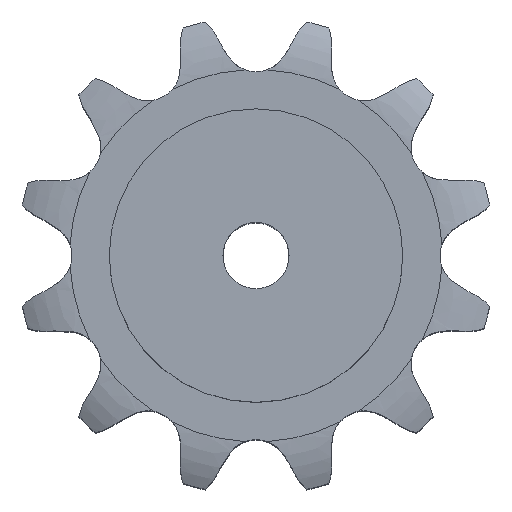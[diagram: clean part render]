
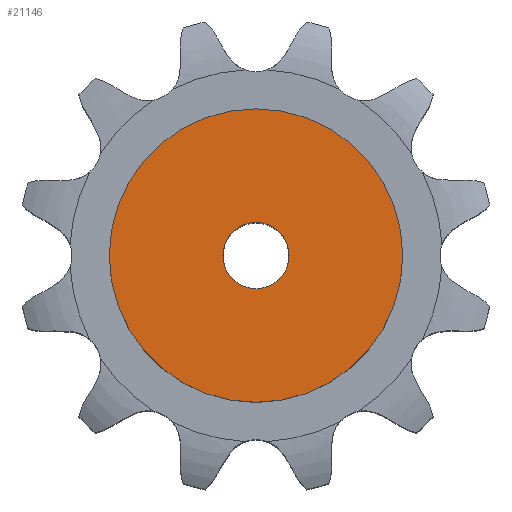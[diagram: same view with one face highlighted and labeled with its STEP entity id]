
A CAD part, top view. The second image highlights one B-rep face of the part: STEP entity #21146.
In plain terms, the highlighted planar face has unit normal (0, 0, 1).
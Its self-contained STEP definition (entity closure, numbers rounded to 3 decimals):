
#11449 = CYLINDRICAL_SURFACE('',#11450,15.);
#11450 = AXIS2_PLACEMENT_3D('',#11451,#11452,#11453);
#11451 = CARTESIAN_POINT('',(0.,0.,414.325));
#11452 = DIRECTION('',(0.,0.,1.));
#11453 = DIRECTION('',(1.,0.,0.));
#14421 = EDGE_CURVE('',#14422,#14422,#14424,.T.);
#14422 = VERTEX_POINT('',#14423);
#14423 = CARTESIAN_POINT('',(15.,0.,180.));
#14424 = SURFACE_CURVE('',#14425,(#14430,#14437),.PCURVE_S1.);
#14425 = CIRCLE('',#14426,15.);
#14426 = AXIS2_PLACEMENT_3D('',#14427,#14428,#14429);
#14427 = CARTESIAN_POINT('',(0.,0.,180.));
#14428 = DIRECTION('',(0.,0.,1.));
#14429 = DIRECTION('',(1.,0.,0.));
#14430 = PCURVE('',#11449,#14431);
#14431 = DEFINITIONAL_REPRESENTATION('',(#14432),#14436);
#14432 = LINE('',#14433,#14434);
#14433 = CARTESIAN_POINT('',(0.,-234.325));
#14434 = VECTOR('',#14435,1.);
#14435 = DIRECTION('',(1.,0.));
#14436 = ( GEOMETRIC_REPRESENTATION_CONTEXT(2) 
PARAMETRIC_REPRESENTATION_CONTEXT() REPRESENTATION_CONTEXT('2D SPACE',''
  ) );
#14437 = PCURVE('',#14438,#14443);
#14438 = PLANE('',#14439);
#14439 = AXIS2_PLACEMENT_3D('',#14440,#14441,#14442);
#14440 = CARTESIAN_POINT('',(0.,0.,180.
    ));
#14441 = DIRECTION('',(0.,0.,1.));
#14442 = DIRECTION('',(1.,0.,0.));
#14443 = DEFINITIONAL_REPRESENTATION('',(#14444),#14448);
#14444 = CIRCLE('',#14445,15.);
#14445 = AXIS2_PLACEMENT_2D('',#14446,#14447);
#14446 = CARTESIAN_POINT('',(0.,0.));
#14447 = DIRECTION('',(1.,0.));
#14448 = ( GEOMETRIC_REPRESENTATION_CONTEXT(2) 
PARAMETRIC_REPRESENTATION_CONTEXT() REPRESENTATION_CONTEXT('2D SPACE',''
  ) );
#21146 = ADVANCED_FACE('',(#21147,#21178),#14438,.T.);
#21147 = FACE_BOUND('',#21148,.T.);
#21148 = EDGE_LOOP('',(#21149));
#21149 = ORIENTED_EDGE('',*,*,#21150,.T.);
#21150 = EDGE_CURVE('',#21151,#21151,#21153,.T.);
#21151 = VERTEX_POINT('',#21152);
#21152 = CARTESIAN_POINT('',(66.5,0.,180.));
#21153 = SURFACE_CURVE('',#21154,(#21159,#21166),.PCURVE_S1.);
#21154 = CIRCLE('',#21155,66.5);
#21155 = AXIS2_PLACEMENT_3D('',#21156,#21157,#21158);
#21156 = CARTESIAN_POINT('',(0.,0.,180.));
#21157 = DIRECTION('',(0.,0.,1.));
#21158 = DIRECTION('',(1.,0.,0.));
#21159 = PCURVE('',#14438,#21160);
#21160 = DEFINITIONAL_REPRESENTATION('',(#21161),#21165);
#21161 = CIRCLE('',#21162,66.5);
#21162 = AXIS2_PLACEMENT_2D('',#21163,#21164);
#21163 = CARTESIAN_POINT('',(0.,0.));
#21164 = DIRECTION('',(1.,0.));
#21165 = ( GEOMETRIC_REPRESENTATION_CONTEXT(2) 
PARAMETRIC_REPRESENTATION_CONTEXT() REPRESENTATION_CONTEXT('2D SPACE',''
  ) );
#21166 = PCURVE('',#21167,#21172);
#21167 = CYLINDRICAL_SURFACE('',#21168,66.5);
#21168 = AXIS2_PLACEMENT_3D('',#21169,#21170,#21171);
#21169 = CARTESIAN_POINT('',(0.,0.,0.));
#21170 = DIRECTION('',(-0.,-0.,-1.));
#21171 = DIRECTION('',(1.,0.,0.));
#21172 = DEFINITIONAL_REPRESENTATION('',(#21173),#21177);
#21173 = LINE('',#21174,#21175);
#21174 = CARTESIAN_POINT('',(-0.,-180.));
#21175 = VECTOR('',#21176,1.);
#21176 = DIRECTION('',(-1.,0.));
#21177 = ( GEOMETRIC_REPRESENTATION_CONTEXT(2) 
PARAMETRIC_REPRESENTATION_CONTEXT() REPRESENTATION_CONTEXT('2D SPACE',''
  ) );
#21178 = FACE_BOUND('',#21179,.T.);
#21179 = EDGE_LOOP('',(#21180));
#21180 = ORIENTED_EDGE('',*,*,#14421,.F.);
